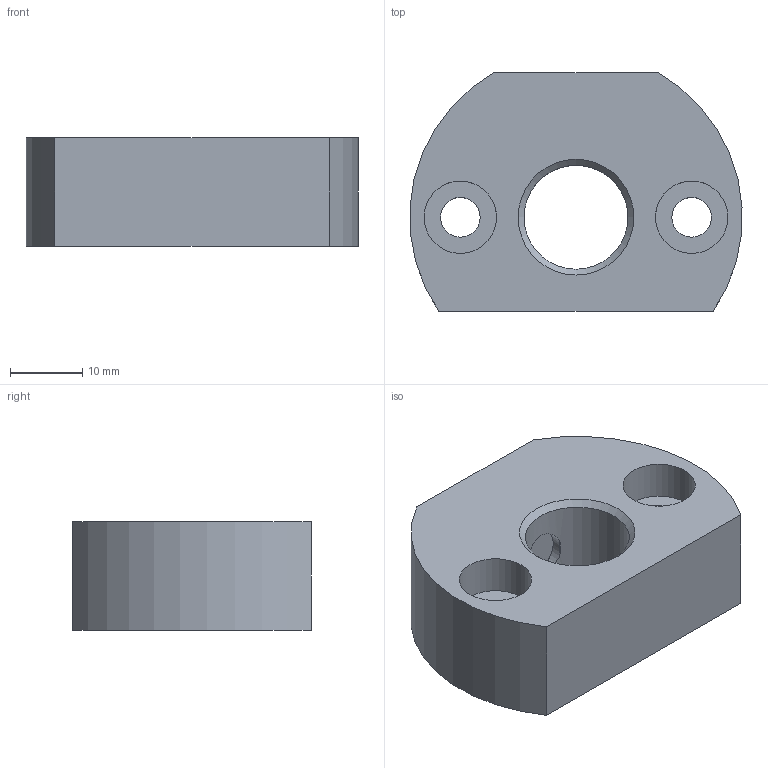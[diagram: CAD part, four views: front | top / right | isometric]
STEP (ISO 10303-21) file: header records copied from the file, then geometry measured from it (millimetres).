
FILE_DESCRIPTION( ( 'STEP AP214' ), '1' );
FILE_NAME( 'K0638.1161_A.stp', '2021-01-06T10:46:59', ( '' ), ( '' ), ' ', 'PARTsolutions', ' ' );
FILE_SCHEMA( ( 'AUTOMOTIVE_DESIGN { 1 0 10303 214 1 1 1 1 }' ) );
Length unit declared in the file: millimetre
Products named in the file (1): _K0638.1161_A
Bounding box: 45.91 x 33 x 15 mm (x, y, z)
Volume: 16376.4 mm3; surface area: 5726.9 mm2
Topology: 1 solids, 1 shells, 30 faces, 66 edges, 43 vertices
Faces by surface type: plane 17, cylinder 8, cone 5
Full cylindrical faces by diameter (mm): 5.5 x2, 6.647 x1, 10 x2, 14.376 x1
Entity records: 1074 total; most frequent: CARTESIAN_POINT 179, DIRECTION 136, ORIENTED_EDGE 106, AXIS2_PLACEMENT_3D 54, EDGE_CURVE 53, EDGE_LOOP 52, VERTEX_POINT 41, FACE_OUTER_BOUND 36
